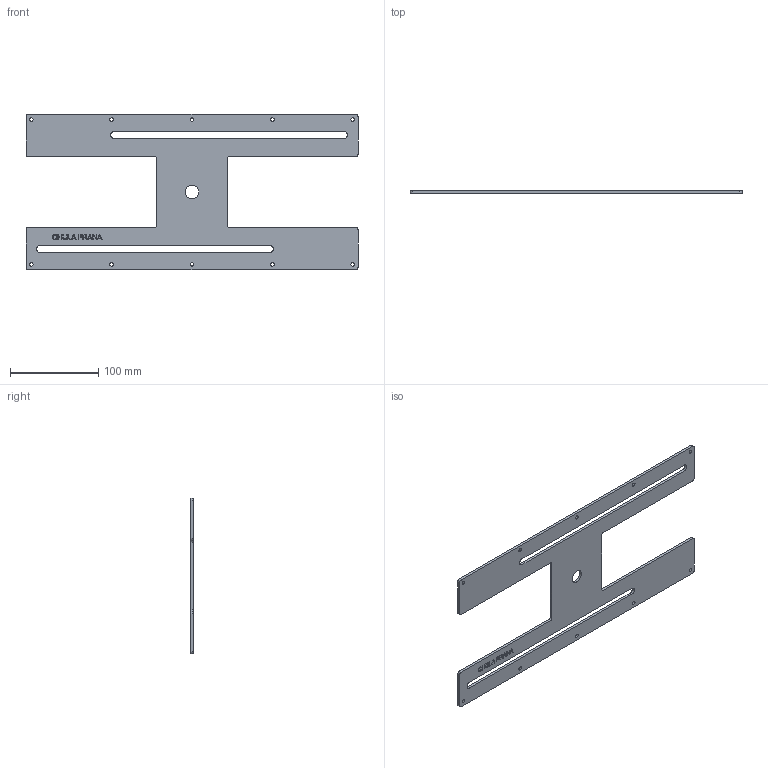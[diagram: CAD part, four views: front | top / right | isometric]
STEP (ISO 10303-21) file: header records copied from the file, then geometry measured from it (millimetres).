
FILE_DESCRIPTION(/* description */ (''),/* implementation_level */ '2;1');
FILE_NAME(/* name */ 'Cover.step',/* time_stamp */ '2020-04-03T14:20:55+07:00',/* author */ (''),/* organization */ (''),/* preprocessor_version */ 'ST-DEVELOPER v18',/* originating_system */ 'Autodesk Translation Framework v8.12.0.6',/* authorisation */ '');
FILE_SCHEMA (('AUTOMOTIVE_DESIGN { 1 0 10303 214 3 1 1 }'));
Length unit declared in the file: millimetre
Products named in the file (1): Cover plate
Bounding box: 376 x 3 x 176 mm (x, y, z)
Volume: 113662.5 mm3; surface area: 84966.6 mm2
Topology: 1 solids, 1 shells, 212 faces, 585 edges, 390 vertices
Faces by surface type: plane 121, bspline 64, cylinder 27
Full cylindrical faces by diameter (mm): 4 x10, 15 x1
Entity records: 7388 total; most frequent: CARTESIAN_POINT 2276, ORIENTED_EDGE 1170, DIRECTION 809, EDGE_CURVE 585, LINE 403, VECTOR 403, VERTEX_POINT 390, EDGE_LOOP 253
